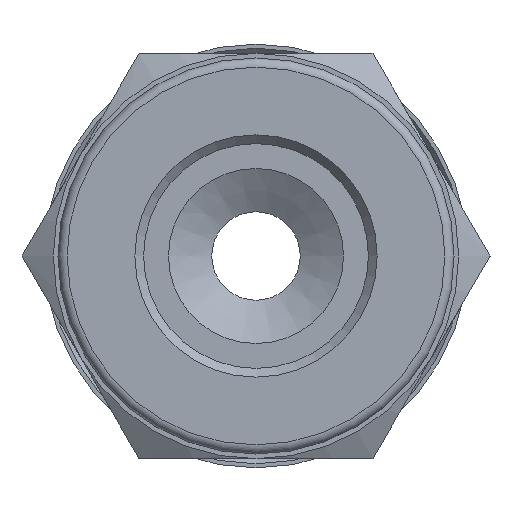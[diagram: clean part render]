
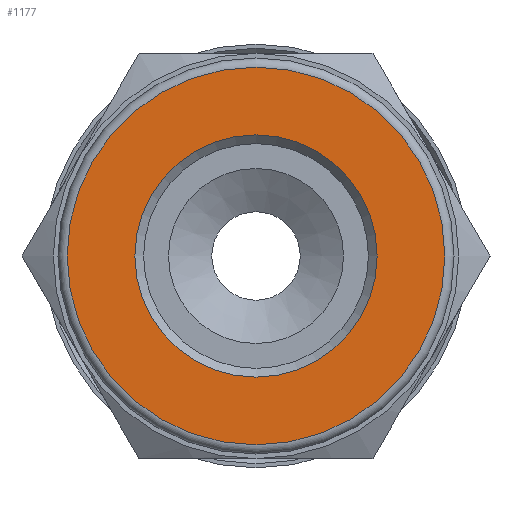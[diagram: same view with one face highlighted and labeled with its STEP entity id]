
A CAD part, left-side view. The second image highlights one B-rep face of the part: STEP entity #1177.
In plain terms, the highlighted planar face has unit normal (-1, 0, 0).
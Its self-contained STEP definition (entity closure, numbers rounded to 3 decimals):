
#30=FACE_BOUND('',#275,.T.);
#69=CIRCLE('',#1309,6.575);
#70=CIRCLE('',#1311,10.25);
#191=FACE_OUTER_BOUND('',#274,.T.);
#274=EDGE_LOOP('',(#940));
#275=EDGE_LOOP('',(#941));
#537=VERTEX_POINT('',#2024);
#538=VERTEX_POINT('',#2028);
#682=EDGE_CURVE('',#537,#537,#69,.T.);
#683=EDGE_CURVE('',#538,#538,#70,.T.);
#940=ORIENTED_EDGE('',*,*,#683,.F.);
#941=ORIENTED_EDGE('',*,*,#682,.T.);
#1123=PLANE('',#1310);
#1177=ADVANCED_FACE('',(#191,#30),#1123,.T.);
#1309=AXIS2_PLACEMENT_3D('',#2026,#1551,#1552);
#1310=AXIS2_PLACEMENT_3D('',#2027,#1553,#1554);
#1311=AXIS2_PLACEMENT_3D('',#2029,#1555,#1556);
#1551=DIRECTION('center_axis',(1.,0.,0.));
#1552=DIRECTION('ref_axis',(0.,0.,-1.));
#1553=DIRECTION('center_axis',(-1.,0.,0.));
#1554=DIRECTION('ref_axis',(0.,0.,1.));
#1555=DIRECTION('center_axis',(1.,0.,0.));
#1556=DIRECTION('ref_axis',(0.,0.,-1.));
#2024=CARTESIAN_POINT('',(0.001,-6.575,0.));
#2026=CARTESIAN_POINT('Origin',(0.001,0.,
0.));
#2027=CARTESIAN_POINT('Origin',(0.001,10.25,0.));
#2028=CARTESIAN_POINT('',(0.001,0.,10.25));
#2029=CARTESIAN_POINT('Origin',(0.001,0.,
0.));
